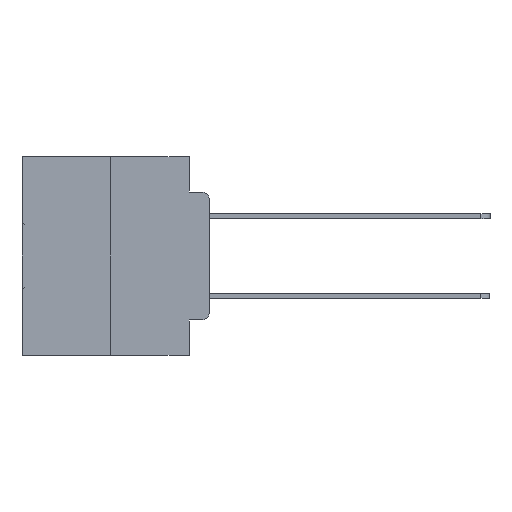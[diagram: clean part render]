
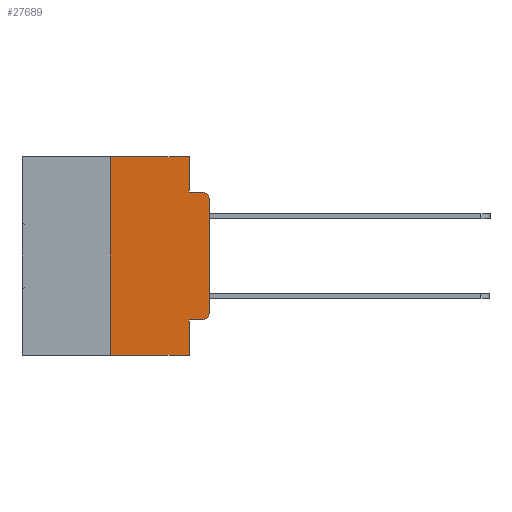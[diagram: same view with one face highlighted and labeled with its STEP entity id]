
A CAD part, left-side view. The second image highlights one B-rep face of the part: STEP entity #27689.
In plain terms, the highlighted planar face has unit normal (-1, 0, 0).
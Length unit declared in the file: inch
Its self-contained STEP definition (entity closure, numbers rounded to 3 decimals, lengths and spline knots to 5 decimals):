
#365 = DIRECTION ( 'NONE',  ( 1., 0., 0. ) ) ;
#572 = CARTESIAN_POINT ( 'NONE',  ( 0., 0., 0. ) ) ;
#1767 = FACE_OUTER_BOUND ( 'NONE', #25467, .T. ) ;
#2052 = EDGE_CURVE ( 'NONE', #2615, #6757, #20258, .T. ) ;
#2101 = VECTOR ( 'NONE', #23717, 39.37008 ) ;
#2103 = CARTESIAN_POINT ( 'NONE',  ( 0., 0.051, 0. ) ) ;
#2615 = VERTEX_POINT ( 'NONE', #23297 ) ;
#3107 = CARTESIAN_POINT ( 'NONE',  ( 0., 0.473, -0.5 ) ) ;
#3915 = DIRECTION ( 'NONE',  ( 0., -1., 0. ) ) ;
#3952 = ORIENTED_EDGE ( 'NONE', *, *, #26082, .F. ) ;
#4252 = DIRECTION ( 'NONE',  ( 0., 0., -1. ) ) ;
#4327 = ORIENTED_EDGE ( 'NONE', *, *, #18948, .F. ) ;
#4581 = VECTOR ( 'NONE', #23606, 39.37008 ) ;
#4768 = LINE ( 'NONE', #10504, #30344 ) ;
#4772 = LINE ( 'NONE', #24646, #31133 ) ;
#5231 = DIRECTION ( 'NONE',  ( 0., 0., 1. ) ) ;
#5329 = DIRECTION ( 'NONE',  ( 0., -1., 0. ) ) ;
#5815 = CARTESIAN_POINT ( 'NONE',  ( 0., 0.25, 0. ) ) ;
#5963 = AXIS2_PLACEMENT_3D ( 'NONE', #13197, #365, #18302 ) ;
#6091 = DIRECTION ( 'NONE',  ( -1., 0., 0. ) ) ;
#6380 = ORIENTED_EDGE ( 'NONE', *, *, #26287, .F. ) ;
#6757 = VERTEX_POINT ( 'NONE', #9984 ) ;
#6797 = ORIENTED_EDGE ( 'NONE', *, *, #12996, .T. ) ;
#8075 = EDGE_CURVE ( 'NONE', #29577, #24570, #23934, .T. ) ;
#8178 = LINE ( 'NONE', #14081, #12570 ) ;
#9371 = DIRECTION ( 'NONE',  ( 0., 0., -1. ) ) ;
#9984 = CARTESIAN_POINT ( 'NONE',  ( 0., 0., -0.3915 ) ) ;
#10350 = VECTOR ( 'NONE', #10669, 39.37008 ) ;
#10504 = CARTESIAN_POINT ( 'NONE',  ( 0., 0.051, -0.4115 ) ) ;
#10629 = EDGE_CURVE ( 'NONE', #6757, #32214, #22572, .T. ) ;
#10669 = DIRECTION ( 'NONE',  ( 0., 0., -1. ) ) ;
#12022 = VERTEX_POINT ( 'NONE', #13754 ) ;
#12460 = VERTEX_POINT ( 'NONE', #15506 ) ;
#12570 = VECTOR ( 'NONE', #3915, 39.37008 ) ;
#12946 = VECTOR ( 'NONE', #5231, 39.37008 ) ;
#12982 = PLANE ( 'NONE',  #5963 ) ;
#12996 = EDGE_CURVE ( 'NONE', #12460, #2615, #4768, .T. ) ;
#13197 = CARTESIAN_POINT ( 'NONE',  ( 0., 0.473, 0. ) ) ;
#13624 = EDGE_CURVE ( 'NONE', #12460, #28678, #4772, .T. ) ;
#13754 = CARTESIAN_POINT ( 'NONE',  ( 0., 0.25, -0.5 ) ) ;
#14081 = CARTESIAN_POINT ( 'NONE',  ( 0., 0.473, 0. ) ) ;
#14097 = AXIS2_PLACEMENT_3D ( 'NONE', #21397, #6091, #23993 ) ;
#14756 = ORIENTED_EDGE ( 'NONE', *, *, #25928, .T. ) ;
#15320 = CARTESIAN_POINT ( 'NONE',  ( 0., 0.051, -0.0885 ) ) ;
#15506 = CARTESIAN_POINT ( 'NONE',  ( 0., 0.051, -0.4115 ) ) ;
#15916 = ORIENTED_EDGE ( 'NONE', *, *, #8075, .F. ) ;
#16058 = CARTESIAN_POINT ( 'NONE',  ( 0., 0.051, -0.0885 ) ) ;
#16316 = ORIENTED_EDGE ( 'NONE', *, *, #27140, .T. ) ;
#18084 = DIRECTION ( 'NONE',  ( -1., 0., 0. ) ) ;
#18091 = CARTESIAN_POINT ( 'NONE',  ( 0., 0.02, -0.3915 ) ) ;
#18134 = LINE ( 'NONE', #3107, #4581 ) ;
#18302 = DIRECTION ( 'NONE',  ( 0., 0., -1. ) ) ;
#18593 = DIRECTION ( 'NONE',  ( 0., -1., 0. ) ) ;
#18948 = EDGE_CURVE ( 'NONE', #24570, #25223, #24046, .T. ) ;
#20258 = CIRCLE ( 'NONE', #28670, 0.02 ) ;
#21397 = CARTESIAN_POINT ( 'NONE',  ( 0., 0.02, -0.1085 ) ) ;
#22572 = LINE ( 'NONE', #572, #2101 ) ;
#22979 = VERTEX_POINT ( 'NONE', #5815 ) ;
#23297 = CARTESIAN_POINT ( 'NONE',  ( 0., 0.02, -0.4115 ) ) ;
#23606 = DIRECTION ( 'NONE',  ( 0., -1., 0. ) ) ;
#23717 = DIRECTION ( 'NONE',  ( 0., 0., 1. ) ) ;
#23934 = LINE ( 'NONE', #25979, #10350 ) ;
#23993 = DIRECTION ( 'NONE',  ( 0., 0., -1. ) ) ;
#24046 = LINE ( 'NONE', #16058, #30788 ) ;
#24570 = VERTEX_POINT ( 'NONE', #15320 ) ;
#24646 = CARTESIAN_POINT ( 'NONE',  ( 0., 0.051, 0. ) ) ;
#24686 = CIRCLE ( 'NONE', #14097, 0.02 ) ;
#25223 = VERTEX_POINT ( 'NONE', #25998 ) ;
#25467 = EDGE_LOOP ( 'NONE', ( #31863, #16316, #4327, #15916, #3952, #6380, #14756, #31516, #6797, #31473 ) ) ;
#25706 = CARTESIAN_POINT ( 'NONE',  ( 0., 0.25, 0. ) ) ;
#25928 = EDGE_CURVE ( 'NONE', #12022, #28678, #18134, .T. ) ;
#25979 = CARTESIAN_POINT ( 'NONE',  ( 0., 0.051, 0. ) ) ;
#25998 = CARTESIAN_POINT ( 'NONE',  ( 0., 0.02, -0.0885 ) ) ;
#26082 = EDGE_CURVE ( 'NONE', #22979, #29577, #8178, .T. ) ;
#26248 = CARTESIAN_POINT ( 'NONE',  ( 0., 0., -0.1085 ) ) ;
#26287 = EDGE_CURVE ( 'NONE', #12022, #22979, #26564, .T. ) ;
#26564 = LINE ( 'NONE', #25706, #12946 ) ;
#27140 = EDGE_CURVE ( 'NONE', #32214, #25223, #24686, .T. ) ;
#27689 = ADVANCED_FACE ( 'NONE', ( #1767 ), #12982, .F. ) ;
#28670 = AXIS2_PLACEMENT_3D ( 'NONE', #18091, #18084, #9371 ) ;
#28678 = VERTEX_POINT ( 'NONE', #29124 ) ;
#29124 = CARTESIAN_POINT ( 'NONE',  ( 0., 0.051, -0.5 ) ) ;
#29577 = VERTEX_POINT ( 'NONE', #2103 ) ;
#30344 = VECTOR ( 'NONE', #5329, 39.37008 ) ;
#30788 = VECTOR ( 'NONE', #18593, 39.37008 ) ;
#31133 = VECTOR ( 'NONE', #4252, 39.37008 ) ;
#31473 = ORIENTED_EDGE ( 'NONE', *, *, #2052, .T. ) ;
#31516 = ORIENTED_EDGE ( 'NONE', *, *, #13624, .F. ) ;
#31863 = ORIENTED_EDGE ( 'NONE', *, *, #10629, .T. ) ;
#32214 = VERTEX_POINT ( 'NONE', #26248 ) ;
